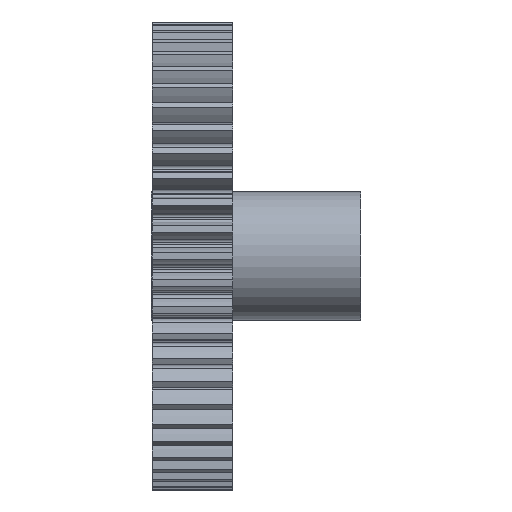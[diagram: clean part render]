
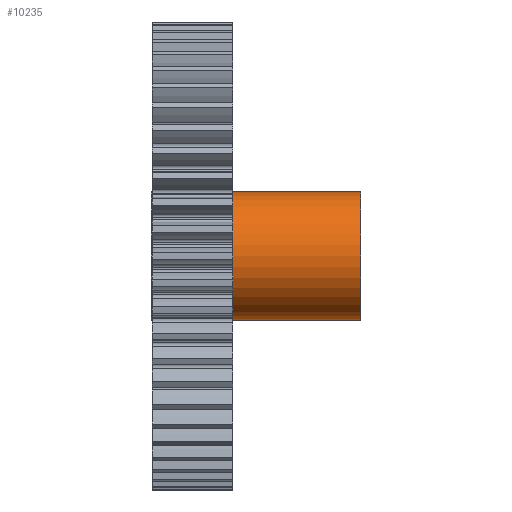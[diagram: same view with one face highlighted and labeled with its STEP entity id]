
A CAD part, front view. The second image highlights one B-rep face of the part: STEP entity #10235.
In plain terms, the highlighted cylindrical face has radius 4 mm (diameter 8 mm), a partial arc.
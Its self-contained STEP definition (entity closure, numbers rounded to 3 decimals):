
#348 = AXIS2_PLACEMENT_3D ( 'NONE', #6679, #5536, #14760 ) ;
#607 = EDGE_LOOP ( 'NONE', ( #13954, #12637, #5437, #943 ) ) ;
#702 = VERTEX_POINT ( 'NONE', #3912 ) ;
#943 = ORIENTED_EDGE ( 'NONE', *, *, #9144, .F. ) ;
#952 = DIRECTION ( 'NONE',  ( 1., 0., 0. ) ) ;
#1840 = DIRECTION ( 'NONE',  ( 1., 0., 0. ) ) ;
#3125 = CYLINDRICAL_SURFACE ( 'NONE', #4938, 4. ) ;
#3463 = VERTEX_POINT ( 'NONE', #14767 ) ;
#3906 = VECTOR ( 'NONE', #7061, 1000. ) ;
#3912 = CARTESIAN_POINT ( 'NONE',  ( 10.46, 0., -4. ) ) ;
#4388 = EDGE_CURVE ( 'NONE', #3463, #11582, #8077, .T. ) ;
#4467 = AXIS2_PLACEMENT_3D ( 'NONE', #4480, #1840, #6435 ) ;
#4480 = CARTESIAN_POINT ( 'NONE',  ( 2.5, 0., 0. ) ) ;
#4938 = AXIS2_PLACEMENT_3D ( 'NONE', #5471, #952, #7971 ) ;
#5185 = CIRCLE ( 'NONE', #4467, 4. ) ;
#5379 = CIRCLE ( 'NONE', #348, 4. ) ;
#5437 = ORIENTED_EDGE ( 'NONE', *, *, #5603, .T. ) ;
#5471 = CARTESIAN_POINT ( 'NONE',  ( -2.55, 0., 0. ) ) ;
#5536 = DIRECTION ( 'NONE',  ( 1., 0., 0. ) ) ;
#5603 = EDGE_CURVE ( 'NONE', #13033, #702, #13564, .T. ) ;
#6435 = DIRECTION ( 'NONE',  ( 0., 0., 1. ) ) ;
#6679 = CARTESIAN_POINT ( 'NONE',  ( 10.46, 0., 0. ) ) ;
#7061 = DIRECTION ( 'NONE',  ( 1., 0., 0. ) ) ;
#7971 = DIRECTION ( 'NONE',  ( 0., 0., -1. ) ) ;
#8077 = LINE ( 'NONE', #12683, #11443 ) ;
#9144 = EDGE_CURVE ( 'NONE', #11582, #702, #5379, .T. ) ;
#9335 = CARTESIAN_POINT ( 'NONE',  ( -2.55, 0., -4. ) ) ;
#10235 = ADVANCED_FACE ( 'NONE', ( #11456 ), #3125, .T. ) ;
#10420 = DIRECTION ( 'NONE',  ( 1., 0., 0. ) ) ;
#10736 = EDGE_CURVE ( 'NONE', #3463, #13033, #5185, .T. ) ;
#11443 = VECTOR ( 'NONE', #10420, 1000. ) ;
#11456 = FACE_OUTER_BOUND ( 'NONE', #607, .T. ) ;
#11582 = VERTEX_POINT ( 'NONE', #13384 ) ;
#12637 = ORIENTED_EDGE ( 'NONE', *, *, #10736, .T. ) ;
#12683 = CARTESIAN_POINT ( 'NONE',  ( -2.55, 0., 4. ) ) ;
#13033 = VERTEX_POINT ( 'NONE', #13444 ) ;
#13384 = CARTESIAN_POINT ( 'NONE',  ( 10.46, 0., 4. ) ) ;
#13444 = CARTESIAN_POINT ( 'NONE',  ( 2.5, 0., -4. ) ) ;
#13564 = LINE ( 'NONE', #9335, #3906 ) ;
#13954 = ORIENTED_EDGE ( 'NONE', *, *, #4388, .F. ) ;
#14760 = DIRECTION ( 'NONE',  ( 0., 0., -1. ) ) ;
#14767 = CARTESIAN_POINT ( 'NONE',  ( 2.5, 0., 4. ) ) ;
